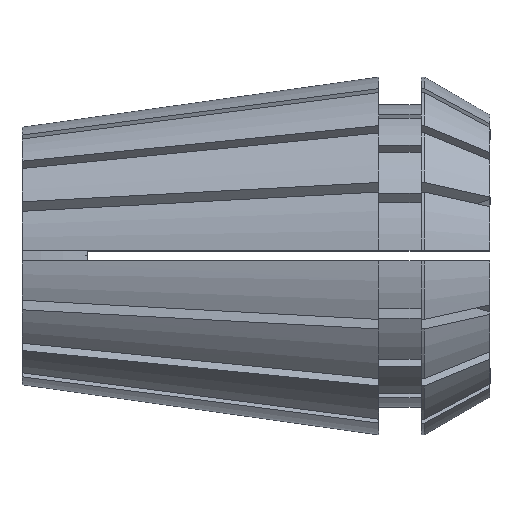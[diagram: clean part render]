
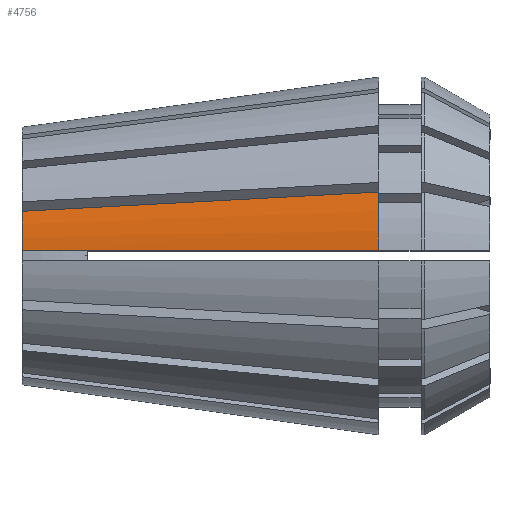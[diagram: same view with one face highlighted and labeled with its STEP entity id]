
A CAD part, top view. The second image highlights one B-rep face of the part: STEP entity #4756.
In plain terms, the highlighted conical face has half-angle 8 degrees and reference radius 13 mm.
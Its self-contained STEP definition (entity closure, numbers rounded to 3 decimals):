
#315 = EDGE_CURVE ( 'NONE', #1978, #876, #1881, .T. ) ;
#347 = CARTESIAN_POINT ( 'NONE',  ( 0., 0.375, 9.353 ) ) ;
#519 = CARTESIAN_POINT ( 'NONE',  ( 25.9, 4.626, 12.149 ) ) ;
#551 = CARTESIAN_POINT ( 'NONE',  ( 0., 0.375, 9.353 ) ) ;
#554 = EDGE_LOOP ( 'NONE', ( #2524, #1335, #4899, #4518 ) ) ;
#576 = EDGE_CURVE ( 'NONE', #1978, #4647, #4175, .T. ) ;
#652 = CARTESIAN_POINT ( 'NONE',  ( 3.261, 0.375, 9.811 ) ) ;
#876 = VERTEX_POINT ( 'NONE', #519 ) ;
#1066 = DIRECTION ( 'NONE',  ( -1., 0., 0. ) ) ;
#1108 = CARTESIAN_POINT ( 'NONE',  ( 10.849, 3.817, 10.194 ) ) ;
#1335 = ORIENTED_EDGE ( 'NONE', *, *, #5751, .F. ) ;
#1361 = AXIS2_PLACEMENT_3D ( 'NONE', #4924, #5349, #2224 ) ;
#1386 = AXIS2_PLACEMENT_3D ( 'NONE', #2135, #1636, #4272 ) ;
#1536 = CARTESIAN_POINT ( 'NONE',  ( 0., 3.233, 8.784 ) ) ;
#1564 = CARTESIAN_POINT ( 'NONE',  ( 19.482, 4.281, 11.316 ) ) ;
#1636 = DIRECTION ( 'NONE',  ( -1., 0., 0. ) ) ;
#1881 = CIRCLE ( 'NONE', #1386, 13. ) ;
#1978 = VERTEX_POINT ( 'NONE', #2670 ) ;
#1991 = CARTESIAN_POINT ( 'NONE',  ( 2.174, 0.375, 9.659 ) ) ;
#1998 = CARTESIAN_POINT ( 'NONE',  ( 25.9, 4.626, 12.149 ) ) ;
#2075 = CARTESIAN_POINT ( 'NONE',  ( 14.641, 0.375, 11.412 ) ) ;
#2135 = CARTESIAN_POINT ( 'NONE',  ( 25.9, 0., 0. ) ) ;
#2224 = DIRECTION ( 'NONE',  ( 0., 0., -1. ) ) ;
#2439 = CARTESIAN_POINT ( 'NONE',  ( 5.424, 3.525, 9.489 ) ) ;
#2524 = ORIENTED_EDGE ( 'NONE', *, *, #4543, .F. ) ;
#2670 = CARTESIAN_POINT ( 'NONE',  ( 25.9, 0.375, 12.995 ) ) ;
#2692 = CIRCLE ( 'NONE', #4051, 9.36 ) ;
#2804 = CARTESIAN_POINT ( 'NONE',  ( 22.187, 0.375, 12.473 ) ) ;
#2833 = CARTESIAN_POINT ( 'NONE',  ( 24.044, 0.375, 12.734 ) ) ;
#3157 = CARTESIAN_POINT ( 'NONE',  ( 0., 3.233, 8.784 ) ) ;
#3337 = CARTESIAN_POINT ( 'NONE',  ( 25.9, 0.375, 12.995 ) ) ;
#3539 = FACE_OUTER_BOUND ( 'NONE', #554, .T. ) ;
#3746 = CARTESIAN_POINT ( 'NONE',  ( 0., 0., 0. ) ) ;
#4051 = AXIS2_PLACEMENT_3D ( 'NONE', #3746, #1066, #4197 ) ;
#4175 = B_SPLINE_CURVE_WITH_KNOTS ( 'NONE', 3,
 ( #3337, #2833, #2804, #4265, #2075, #4599, #652, #1991, #4757, #551 ),
 .UNSPECIFIED., .F., .F.,
 ( 4, 3, 3, 4 ),
 ( 0.051, 0.057, 0.074, 0.078 ),
 .UNSPECIFIED. ) ;
#4197 = DIRECTION ( 'NONE',  ( 0., 0., 1. ) ) ;
#4249 = CARTESIAN_POINT ( 'NONE',  ( 16.273, 4.108, 10.899 ) ) ;
#4265 = CARTESIAN_POINT ( 'NONE',  ( 20.331, 0.375, 12.212 ) ) ;
#4272 = DIRECTION ( 'NONE',  ( 0., 0., 1. ) ) ;
#4334 = VERTEX_POINT ( 'NONE', #3157 ) ;
#4518 = ORIENTED_EDGE ( 'NONE', *, *, #315, .T. ) ;
#4543 = EDGE_CURVE ( 'NONE', #4334, #876, #5210, .T. ) ;
#4593 = CONICAL_SURFACE ( 'NONE', #1361, 13., 0.14 ) ;
#4599 = CARTESIAN_POINT ( 'NONE',  ( 8.951, 0.375, 10.612 ) ) ;
#4647 = VERTEX_POINT ( 'NONE', #347 ) ;
#4710 = CARTESIAN_POINT ( 'NONE',  ( 22.691, 4.454, 11.732 ) ) ;
#4756 = ADVANCED_FACE ( 'NONE', ( #3539 ), #4593, .T. ) ;
#4757 = CARTESIAN_POINT ( 'NONE',  ( 1.087, 0.375, 9.506 ) ) ;
#4899 = ORIENTED_EDGE ( 'NONE', *, *, #576, .F. ) ;
#4924 = CARTESIAN_POINT ( 'NONE',  ( 25.9, 0., 0. ) ) ;
#5210 = B_SPLINE_CURVE_WITH_KNOTS ( 'NONE', 3,
 ( #1536, #2439, #1108, #4249, #1564, #4710, #1998 ),
 .UNSPECIFIED., .F., .F.,
 ( 4, 3, 4 ),
 ( 0., 0.016, 0.026 ),
 .UNSPECIFIED. ) ;
#5349 = DIRECTION ( 'NONE',  ( 1., 0., 0. ) ) ;
#5751 = EDGE_CURVE ( 'NONE', #4647, #4334, #2692, .T. ) ;
